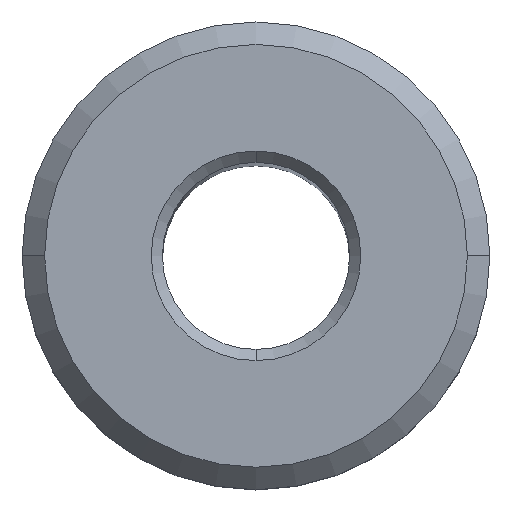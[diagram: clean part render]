
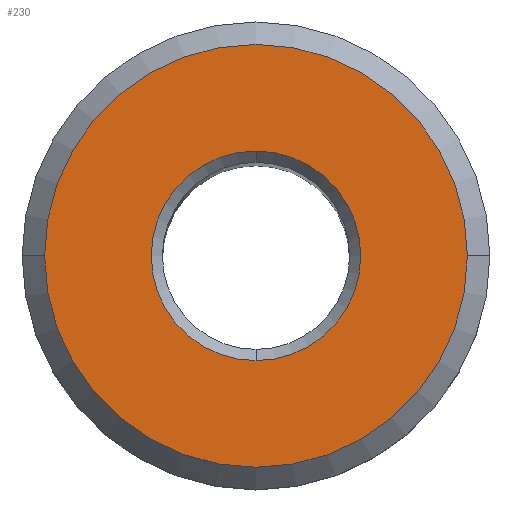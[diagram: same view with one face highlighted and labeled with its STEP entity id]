
A CAD part, top view. The second image highlights one B-rep face of the part: STEP entity #230.
In plain terms, the highlighted planar face has unit normal (0, 0, 1).
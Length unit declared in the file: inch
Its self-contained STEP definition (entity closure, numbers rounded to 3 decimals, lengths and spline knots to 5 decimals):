
#43 = AXIS2_PLACEMENT_3D ( 'NONE', #611, #502, #515 ) ;
#55 = ORIENTED_EDGE ( 'NONE', *, *, #638, .T. ) ;
#115 = ORIENTED_EDGE ( 'NONE', *, *, #455, .T. ) ;
#125 = CIRCLE ( 'NONE', #818, 0.14 ) ;
#139 = CIRCLE ( 'NONE', #957, 0.2825 ) ;
#142 = DIRECTION ( 'NONE',  ( -1., 0., 0. ) ) ;
#202 = DIRECTION ( 'NONE',  ( -1., 0., 0. ) ) ;
#224 = EDGE_CURVE ( 'NONE', #404, #550, #125, .T. ) ;
#226 = VERTEX_POINT ( 'NONE', #893 ) ;
#230 = ADVANCED_FACE ( 'NONE', ( #425, #968 ), #606, .F. ) ;
#252 = AXIS2_PLACEMENT_3D ( 'NONE', #588, #295, #142 ) ;
#295 = DIRECTION ( 'NONE',  ( 0., 0., -1. ) ) ;
#381 = CARTESIAN_POINT ( 'NONE',  ( 0., 0., 0. ) ) ;
#404 = VERTEX_POINT ( 'NONE', #768 ) ;
#413 = ORIENTED_EDGE ( 'NONE', *, *, #224, .T. ) ;
#425 = FACE_OUTER_BOUND ( 'NONE', #842, .T. ) ;
#430 = AXIS2_PLACEMENT_3D ( 'NONE', #800, #807, #202 ) ;
#446 = DIRECTION ( 'NONE',  ( 0., 0., -1. ) ) ;
#449 = CARTESIAN_POINT ( 'NONE',  ( 0.2825, 0., 0. ) ) ;
#455 = EDGE_CURVE ( 'NONE', #463, #226, #139, .T. ) ;
#463 = VERTEX_POINT ( 'NONE', #449 ) ;
#502 = DIRECTION ( 'NONE',  ( 0., 0., -1. ) ) ;
#515 = DIRECTION ( 'NONE',  ( -1., 0., 0. ) ) ;
#550 = VERTEX_POINT ( 'NONE', #714 ) ;
#560 = ORIENTED_EDGE ( 'NONE', *, *, #976, .T. ) ;
#588 = CARTESIAN_POINT ( 'NONE',  ( 0., 0.3125, 0. ) ) ;
#600 = EDGE_LOOP ( 'NONE', ( #413, #55 ) ) ;
#606 = PLANE ( 'NONE',  #252 ) ;
#611 = CARTESIAN_POINT ( 'NONE',  ( 0., 0., 0. ) ) ;
#638 = EDGE_CURVE ( 'NONE', #550, #404, #725, .T. ) ;
#674 = DIRECTION ( 'NONE',  ( -1., 0., 0. ) ) ;
#698 = DIRECTION ( 'NONE',  ( -1., 0., 0. ) ) ;
#709 = DIRECTION ( 'NONE',  ( 0., 0., 1. ) ) ;
#714 = CARTESIAN_POINT ( 'NONE',  ( 0., 0.14, 0. ) ) ;
#725 = CIRCLE ( 'NONE', #43, 0.14 ) ;
#768 = CARTESIAN_POINT ( 'NONE',  ( 0., -0.14, 0. ) ) ;
#770 = CIRCLE ( 'NONE', #430, 0.2825 ) ;
#800 = CARTESIAN_POINT ( 'NONE',  ( 0., 0., 0. ) ) ;
#807 = DIRECTION ( 'NONE',  ( 0., 0., 1. ) ) ;
#814 = CARTESIAN_POINT ( 'NONE',  ( 0., 0., 0. ) ) ;
#818 = AXIS2_PLACEMENT_3D ( 'NONE', #814, #446, #674 ) ;
#842 = EDGE_LOOP ( 'NONE', ( #560, #115 ) ) ;
#893 = CARTESIAN_POINT ( 'NONE',  ( -0.2825, 0., 0. ) ) ;
#957 = AXIS2_PLACEMENT_3D ( 'NONE', #381, #709, #698 ) ;
#968 = FACE_BOUND ( 'NONE', #600, .T. ) ;
#976 = EDGE_CURVE ( 'NONE', #226, #463, #770, .T. ) ;
